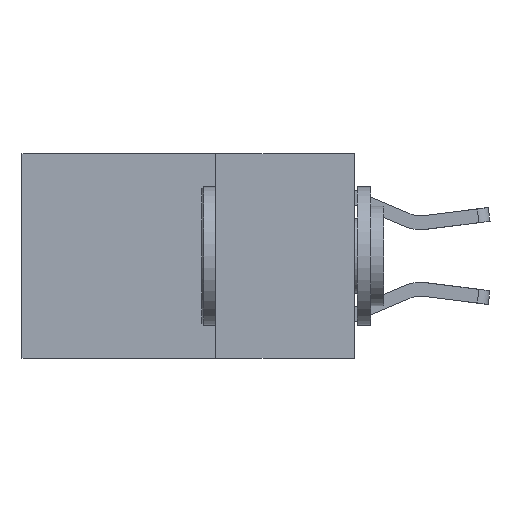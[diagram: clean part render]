
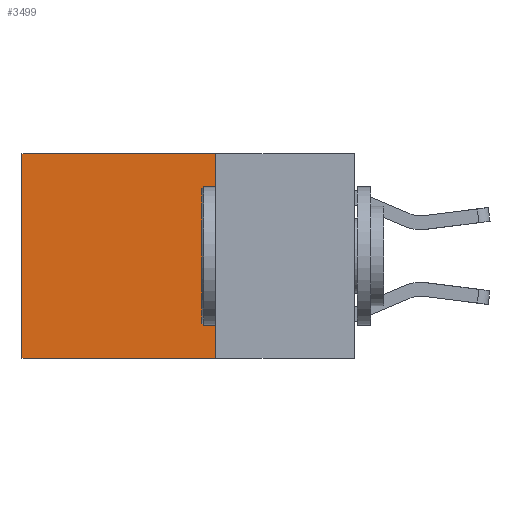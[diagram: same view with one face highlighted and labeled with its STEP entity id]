
A CAD part, left-side view. The second image highlights one B-rep face of the part: STEP entity #3499.
In plain terms, the highlighted planar face has unit normal (-1, 0, 0).
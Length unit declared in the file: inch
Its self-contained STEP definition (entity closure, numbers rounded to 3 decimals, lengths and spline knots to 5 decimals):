
#156 = DIRECTION ( 'NONE',  ( 0., 0., -1. ) ) ;
#887 = VECTOR ( 'NONE', #1575, 39.37008 ) ;
#977 = VECTOR ( 'NONE', #8612, 39.37008 ) ;
#1029 = EDGE_CURVE ( 'NONE', #5391, #9735, #9709, .T. ) ;
#1575 = DIRECTION ( 'NONE',  ( 0., 0., -1. ) ) ;
#1772 = AXIS2_PLACEMENT_3D ( 'NONE', #2268, #8168, #156 ) ;
#2268 = CARTESIAN_POINT ( 'NONE',  ( 0.2625, 0.25, 0. ) ) ;
#2821 = CARTESIAN_POINT ( 'NONE',  ( 0.2625, 0.25, -0.37 ) ) ;
#2926 = PLANE ( 'NONE',  #1772 ) ;
#3026 = CARTESIAN_POINT ( 'NONE',  ( 0.2625, 0.25, 0. ) ) ;
#3027 = ORIENTED_EDGE ( 'NONE', *, *, #7589, .F. ) ;
#3499 = ADVANCED_FACE ( 'NONE', ( #7513 ), #2926, .F. ) ;
#3505 = CARTESIAN_POINT ( 'NONE',  ( 0.2625, 0.25, 0. ) ) ;
#4164 = LINE ( 'NONE', #3505, #977 ) ;
#4588 = CARTESIAN_POINT ( 'NONE',  ( 0.2625, 0.6, -0.37 ) ) ;
#4708 = VERTEX_POINT ( 'NONE', #8047 ) ;
#5009 = ORIENTED_EDGE ( 'NONE', *, *, #1029, .F. ) ;
#5391 = VERTEX_POINT ( 'NONE', #3026 ) ;
#5742 = ORIENTED_EDGE ( 'NONE', *, *, #9698, .T. ) ;
#5907 = CARTESIAN_POINT ( 'NONE',  ( 0.2625, 0.25, -0.37 ) ) ;
#6035 = EDGE_LOOP ( 'NONE', ( #8788, #3027, #5009, #5742 ) ) ;
#6388 = LINE ( 'NONE', #7662, #7906 ) ;
#6572 = LINE ( 'NONE', #5907, #6793 ) ;
#6793 = VECTOR ( 'NONE', #8179, 39.37008 ) ;
#7107 = CARTESIAN_POINT ( 'NONE',  ( 0.2625, 0.25, 0. ) ) ;
#7513 = FACE_OUTER_BOUND ( 'NONE', #6035, .T. ) ;
#7589 = EDGE_CURVE ( 'NONE', #9735, #8609, #6572, .T. ) ;
#7662 = CARTESIAN_POINT ( 'NONE',  ( 0.2625, 0.6, 0. ) ) ;
#7817 = DIRECTION ( 'NONE',  ( 0., 0., -1. ) ) ;
#7906 = VECTOR ( 'NONE', #7817, 39.37008 ) ;
#8047 = CARTESIAN_POINT ( 'NONE',  ( 0.2625, 0.6, 0. ) ) ;
#8168 = DIRECTION ( 'NONE',  ( 1., 0., 0. ) ) ;
#8179 = DIRECTION ( 'NONE',  ( 0., 1., 0. ) ) ;
#8344 = EDGE_CURVE ( 'NONE', #4708, #8609, #6388, .T. ) ;
#8609 = VERTEX_POINT ( 'NONE', #4588 ) ;
#8612 = DIRECTION ( 'NONE',  ( 0., 1., 0. ) ) ;
#8788 = ORIENTED_EDGE ( 'NONE', *, *, #8344, .T. ) ;
#9698 = EDGE_CURVE ( 'NONE', #5391, #4708, #4164, .T. ) ;
#9709 = LINE ( 'NONE', #7107, #887 ) ;
#9735 = VERTEX_POINT ( 'NONE', #2821 ) ;
